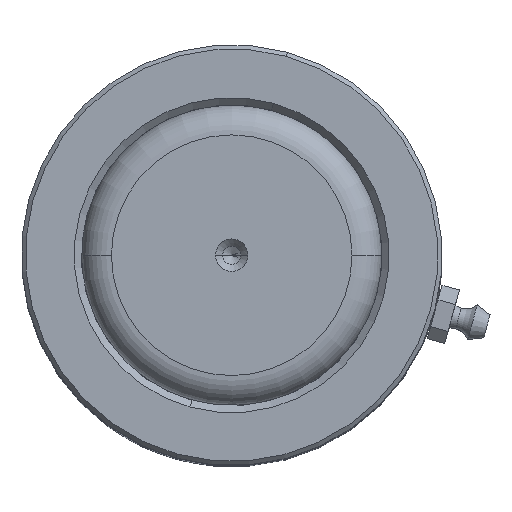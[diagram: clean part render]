
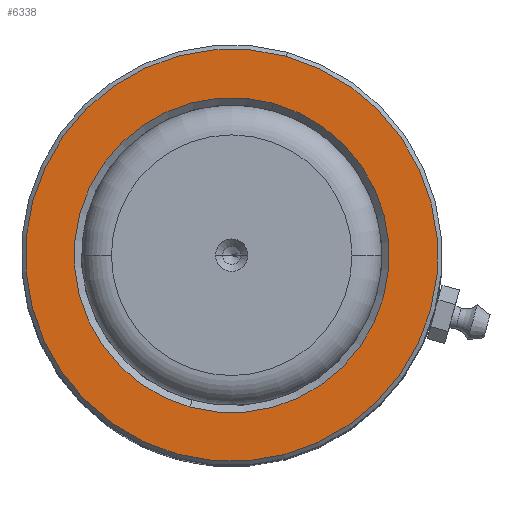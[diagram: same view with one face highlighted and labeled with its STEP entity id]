
A CAD part, top view. The second image highlights one B-rep face of the part: STEP entity #6338.
In plain terms, the highlighted planar face has unit normal (0, 0, 1).
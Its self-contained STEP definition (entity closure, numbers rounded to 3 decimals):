
#601 = CARTESIAN_POINT ( 'NONE',  ( -26.2, 0., 120. ) ) ;
#705 = ORIENTED_EDGE ( 'NONE', *, *, #8730, .T. ) ;
#1647 = PLANE ( 'NONE',  #2508 ) ;
#1924 = VERTEX_POINT ( 'NONE', #5830 ) ;
#1982 = DIRECTION ( 'NONE',  ( 0., 0., -1. ) ) ;
#2508 = AXIS2_PLACEMENT_3D ( 'NONE', #6720, #5182, #8875 ) ;
#2613 = CARTESIAN_POINT ( 'NONE',  ( 0., 0., 120. ) ) ;
#2615 = CIRCLE ( 'NONE', #6942, 34.3 ) ;
#2677 = DIRECTION ( 'NONE',  ( 0., 0., -1. ) ) ;
#2787 = ORIENTED_EDGE ( 'NONE', *, *, #5381, .T. ) ;
#3081 = FACE_BOUND ( 'NONE', #3261, .T. ) ;
#3261 = EDGE_LOOP ( 'NONE', ( #8770, #705 ) ) ;
#3284 = VERTEX_POINT ( 'NONE', #8162 ) ;
#3641 = VERTEX_POINT ( 'NONE', #7009 ) ;
#3775 = CIRCLE ( 'NONE', #8292, 26.2 ) ;
#4233 = DIRECTION ( 'NONE',  ( 1., 0., 0. ) ) ;
#4892 = ORIENTED_EDGE ( 'NONE', *, *, #6599, .T. ) ;
#5182 = DIRECTION ( 'NONE',  ( 0., 0., 1. ) ) ;
#5381 = EDGE_CURVE ( 'NONE', #3641, #3284, #2615, .T. ) ;
#5671 = AXIS2_PLACEMENT_3D ( 'NONE', #2613, #1982, #7806 ) ;
#5830 = CARTESIAN_POINT ( 'NONE',  ( 26.2, 0., 120. ) ) ;
#6179 = EDGE_CURVE ( 'NONE', #1924, #6928, #3775, .T. ) ;
#6293 = DIRECTION ( 'NONE',  ( 1., 0., 0. ) ) ;
#6338 = ADVANCED_FACE ( 'NONE', ( #8866, #3081 ), #1647, .T. ) ;
#6599 = EDGE_CURVE ( 'NONE', #3284, #3641, #9337, .T. ) ;
#6720 = CARTESIAN_POINT ( 'NONE',  ( 0., 0., 120. ) ) ;
#6928 = VERTEX_POINT ( 'NONE', #601 ) ;
#6942 = AXIS2_PLACEMENT_3D ( 'NONE', #9409, #8614, #4233 ) ;
#7009 = CARTESIAN_POINT ( 'NONE',  ( -34.3, 0., 120. ) ) ;
#7027 = CARTESIAN_POINT ( 'NONE',  ( 0., 0., 120. ) ) ;
#7058 = DIRECTION ( 'NONE',  ( 0., 0., 1. ) ) ;
#7150 = EDGE_LOOP ( 'NONE', ( #2787, #4892 ) ) ;
#7705 = CIRCLE ( 'NONE', #5671, 26.2 ) ;
#7769 = DIRECTION ( 'NONE',  ( 1., 0., 0. ) ) ;
#7806 = DIRECTION ( 'NONE',  ( 1., 0., 0. ) ) ;
#8162 = CARTESIAN_POINT ( 'NONE',  ( 34.3, 0., 120. ) ) ;
#8292 = AXIS2_PLACEMENT_3D ( 'NONE', #9178, #2677, #7769 ) ;
#8353 = AXIS2_PLACEMENT_3D ( 'NONE', #7027, #7058, #6293 ) ;
#8614 = DIRECTION ( 'NONE',  ( 0., 0., 1. ) ) ;
#8730 = EDGE_CURVE ( 'NONE', #6928, #1924, #7705, .T. ) ;
#8770 = ORIENTED_EDGE ( 'NONE', *, *, #6179, .T. ) ;
#8866 = FACE_OUTER_BOUND ( 'NONE', #7150, .T. ) ;
#8875 = DIRECTION ( 'NONE',  ( 1., 0., 0. ) ) ;
#9178 = CARTESIAN_POINT ( 'NONE',  ( 0., 0., 120. ) ) ;
#9337 = CIRCLE ( 'NONE', #8353, 34.3 ) ;
#9409 = CARTESIAN_POINT ( 'NONE',  ( 0., 0., 120. ) ) ;
